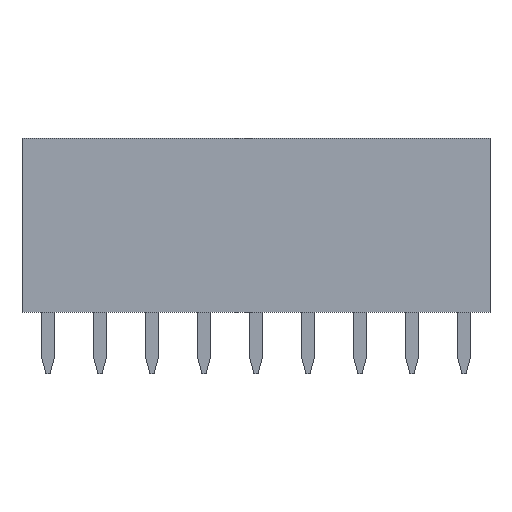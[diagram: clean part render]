
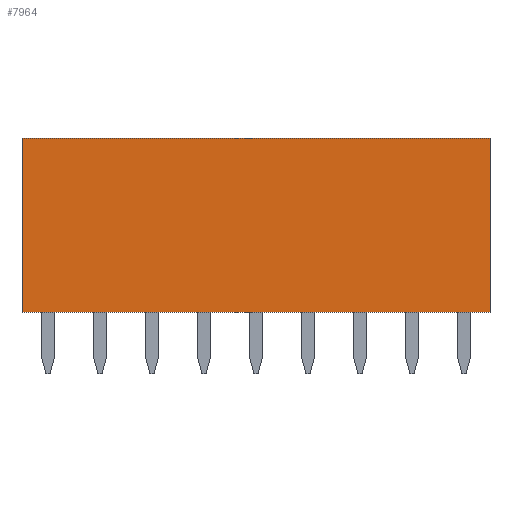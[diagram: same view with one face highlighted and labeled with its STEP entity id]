
A CAD part, front view. The second image highlights one B-rep face of the part: STEP entity #7964.
In plain terms, the highlighted planar face has unit normal (0, -1, 0).
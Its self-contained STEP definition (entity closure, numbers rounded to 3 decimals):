
#7964=ADVANCED_FACE('',(#15116),#15118,.T.);
#15116=FACE_BOUND('',#15117,.T.);
#15117=EDGE_LOOP('',(#20697,#20698,#20699,#20700));
#15118=PLANE('',#15119);
#15119=AXIS2_PLACEMENT_3D('',#15120,#15121,#15122);
#15120=CARTESIAN_POINT('',(-1.27,-1.27,0.));
#15121=DIRECTION('',(0.,-1.,0.));
#15122=DIRECTION('',(1.,0.,0.));
#20697=ORIENTED_EDGE('',*,*,#23683,.T.);
#20698=ORIENTED_EDGE('',*,*,#23454,.T.);
#20699=ORIENTED_EDGE('',*,*,#23643,.F.);
#20700=ORIENTED_EDGE('',*,*,#23443,.F.);
#23443=EDGE_CURVE('',#27623,#27625,#27626,.T.);
#23454=EDGE_CURVE('',#27645,#27643,#27646,.T.);
#23643=EDGE_CURVE('',#27625,#27643,#27883,.T.);
#23683=EDGE_CURVE('',#27623,#27645,#27931,.T.);
#27623=VERTEX_POINT('',#36729);
#27625=VERTEX_POINT('',#36733);
#27626=LINE('',#36734,#36735);
#27643=VERTEX_POINT('',#36771);
#27645=VERTEX_POINT('',#36775);
#27646=LINE('',#36776,#36777);
#27883=LINE('',#37399,#37400);
#27931=LINE('',#37527,#37528);
#36729=CARTESIAN_POINT('',(-1.27,-1.27,0.));
#36733=CARTESIAN_POINT('',(-1.27,-1.27,8.5));
#36734=CARTESIAN_POINT('',(-1.27,-1.27,0.));
#36735=VECTOR('',#36736,1.);
#36736=DIRECTION('',(0.,0.,1.));
#36771=CARTESIAN_POINT('',(21.59,-1.27,8.5));
#36775=CARTESIAN_POINT('',(21.59,-1.27,0.));
#36776=CARTESIAN_POINT('',(21.59,-1.27,0.));
#36777=VECTOR('',#36778,1.);
#36778=DIRECTION('',(0.,0.,1.));
#37399=CARTESIAN_POINT('',(-1.27,-1.27,8.5));
#37400=VECTOR('',#37401,1.);
#37401=DIRECTION('',(1.,0.,0.));
#37527=CARTESIAN_POINT('',(-1.27,-1.27,0.));
#37528=VECTOR('',#37529,1.);
#37529=DIRECTION('',(1.,0.,0.));
